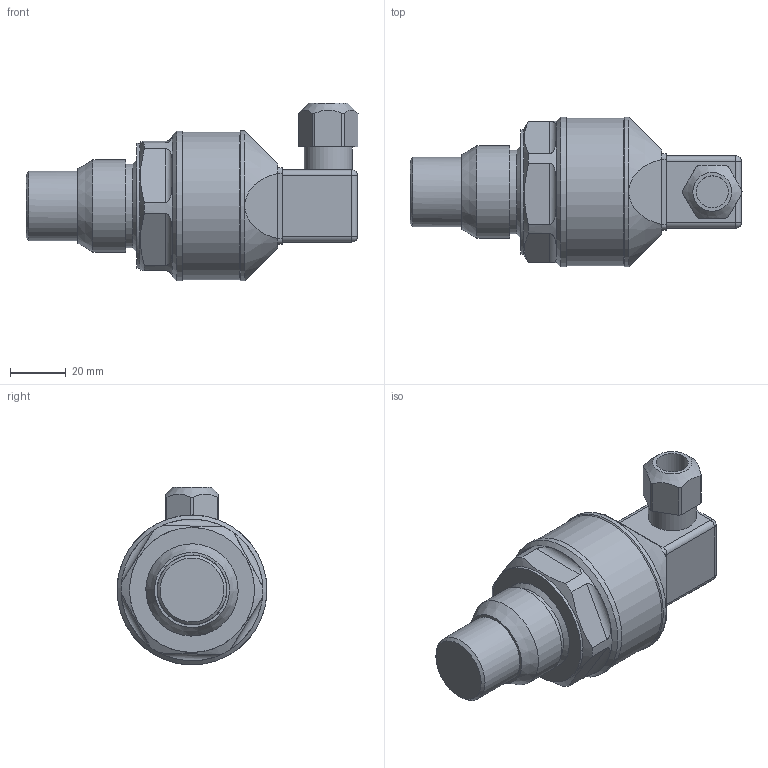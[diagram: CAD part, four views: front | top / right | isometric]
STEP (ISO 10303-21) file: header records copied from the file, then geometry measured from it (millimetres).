
FILE_DESCRIPTION(/* description */ ('Unknown'),/* implementation_level */ '2;1');
FILE_NAME(/* name */ 'ULM-53Xi-02-G-_-G-M',/* time_stamp */ '2025-07-15T08:21:14+02:00',/* author */ ('Unknown'),/* organization */ ('Unknown'),/* preprocessor_version */ 'ST-DEVELOPER v18.1',/* originating_system */ 'Solid Edge',/* authorisation */ 'Unknown');
FILE_SCHEMA (('AUTOMOTIVE_DESIGN {1 0 10303 214 3 1 1}'));
Length unit declared in the file: millimetre
Products named in the file (1): ULM-53Xi-02-G-_-G-M
Bounding box: 119.55 x 54 x 64.05 mm (x, y, z)
Volume: 150452.5 mm3; surface area: 20156.7 mm2
Topology: 1 solids, 1 shells, 96 faces, 226 edges, 138 vertices
Faces by surface type: cylinder 42, plane 38, cone 12, sphere 4
Full cylindrical faces by diameter (mm): 3 x2, 11.5 x1, 17.2 x1, 25 x1, 25.2 x1, 30.1 x1, 33.249 x1, 45 x1, 53.2 x1, 54 x2
Entity records: 3377 total; most frequent: CARTESIAN_POINT 601, DIRECTION 456, ORIENTED_EDGE 388, EDGE_CURVE 194, AXIS2_PLACEMENT_3D 189, VERTEX_POINT 130, EDGE_LOOP 126, FACE_BOUND 126
